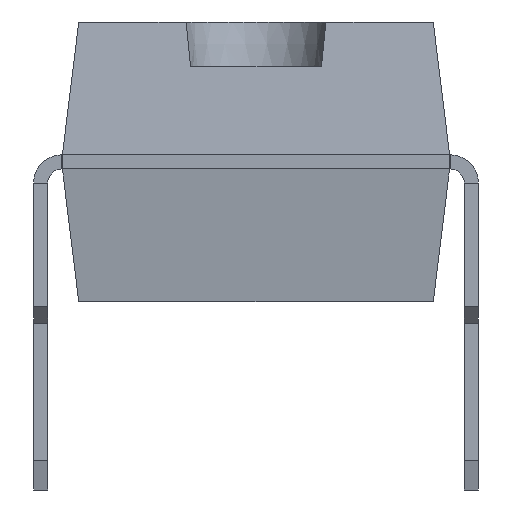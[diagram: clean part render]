
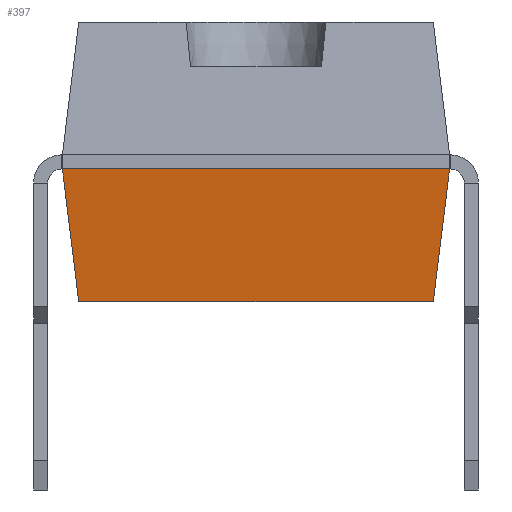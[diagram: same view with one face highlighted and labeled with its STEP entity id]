
A CAD part, left-side view. The second image highlights one B-rep face of the part: STEP entity #397.
In plain terms, the highlighted planar face has unit normal (-0.993, 0, -0.122).
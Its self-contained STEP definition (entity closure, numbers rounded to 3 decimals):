
#397=ADVANCED_FACE('',(#5513),#5515,.T.);
#5513=FACE_BOUND('',#5514,.T.);
#5514=EDGE_LOOP('',(#9292,#9293,#9294,#9295));
#5515=PLANE('',#5516);
#5516=AXIS2_PLACEMENT_3D('',#5517,#5518,#5519);
#5517=CARTESIAN_POINT('',(-1.996,6.946,0.38));
#5518=DIRECTION('',(-0.993,-0.,-0.122));
#5519=DIRECTION('',(0.,-1.,0.));
#9292=ORIENTED_EDGE('',*,*,#11827,.F.);
#9293=ORIENTED_EDGE('',*,*,#11834,.F.);
#9294=ORIENTED_EDGE('',*,*,#11835,.T.);
#9295=ORIENTED_EDGE('',*,*,#11836,.T.);
#11827=EDGE_CURVE('',#13120,#13122,#13123,.T.);
#11834=EDGE_CURVE('',#13132,#13120,#13133,.T.);
#11835=EDGE_CURVE('',#13132,#13134,#13135,.T.);
#11836=EDGE_CURVE('',#13134,#13122,#13136,.T.);
#13120=VERTEX_POINT('',#15232);
#13122=VERTEX_POINT('',#15236);
#13123=LINE('',#15237,#15238);
#13132=VERTEX_POINT('',#15260);
#13133=LINE('',#15261,#15262);
#13134=VERTEX_POINT('',#15264);
#13135=LINE('',#15265,#15266);
#13136=LINE('',#15268,#15269);
#15232=CARTESIAN_POINT('',(-2.285,7.235,2.73));
#15236=CARTESIAN_POINT('',(-2.285,0.385,2.73));
#15237=CARTESIAN_POINT('',(-2.285,7.235,2.73));
#15238=VECTOR('',#15239,1.);
#15239=DIRECTION('',(0.,-1.,0.));
#15260=CARTESIAN_POINT('',(-1.996,6.946,0.38));
#15261=CARTESIAN_POINT('',(-1.996,6.946,0.38));
#15262=VECTOR('',#15263,1.);
#15263=DIRECTION('',(-0.121,0.121,0.985));
#15264=CARTESIAN_POINT('',(-1.996,0.674,0.38));
#15265=CARTESIAN_POINT('',(-1.996,6.946,0.38));
#15266=VECTOR('',#15267,1.);
#15267=DIRECTION('',(0.,-1.,0.));
#15268=CARTESIAN_POINT('',(-1.996,0.674,0.38));
#15269=VECTOR('',#15270,1.);
#15270=DIRECTION('',(-0.121,-0.121,0.985));
